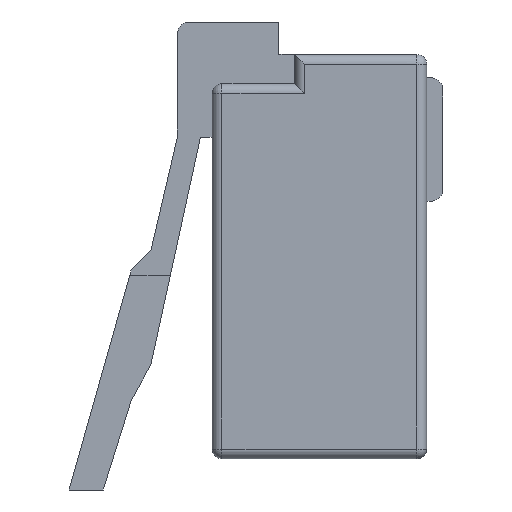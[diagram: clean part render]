
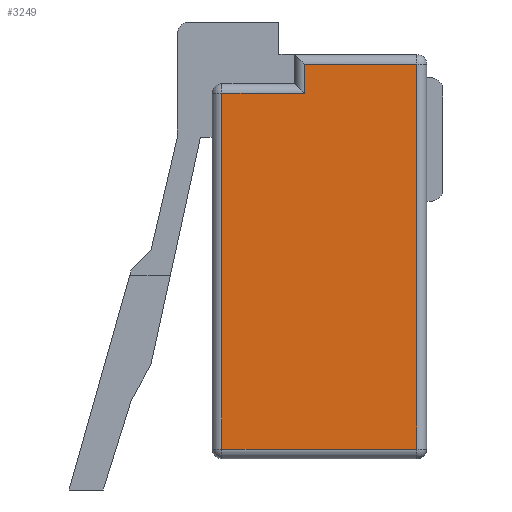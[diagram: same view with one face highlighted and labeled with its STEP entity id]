
A CAD part, left-side view. The second image highlights one B-rep face of the part: STEP entity #3249.
In plain terms, the highlighted planar face has unit normal (-1, 0, 0).
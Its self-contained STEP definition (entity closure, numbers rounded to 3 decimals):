
#33 = VECTOR ( 'NONE', #1026, 1000. ) ;
#190 = CARTESIAN_POINT ( 'NONE',  ( -4.825, 0.46, 6.22 ) ) ;
#196 = AXIS2_PLACEMENT_3D ( 'NONE', #4400, #2294, #3890 ) ;
#349 = CARTESIAN_POINT ( 'NONE',  ( -4.825, 0.46, 5.02 ) ) ;
#593 = ORIENTED_EDGE ( 'NONE', *, *, #6085, .T. ) ;
#766 = VECTOR ( 'NONE', #3601, 1000. ) ;
#827 = CARTESIAN_POINT ( 'NONE',  ( -4.825, -3., -5.92 ) ) ;
#920 = CARTESIAN_POINT ( 'NONE',  ( -4.825, -3., 5.92 ) ) ;
#933 = VERTEX_POINT ( 'NONE', #827 ) ;
#1026 = DIRECTION ( 'NONE',  ( 0., 1., 0. ) ) ;
#1030 = EDGE_CURVE ( 'NONE', #933, #4707, #2166, .T. ) ;
#1241 = ORIENTED_EDGE ( 'NONE', *, *, #5145, .T. ) ;
#1246 = VECTOR ( 'NONE', #6335, 1000. ) ;
#1483 = VECTOR ( 'NONE', #3880, 1000. ) ;
#1587 = LINE ( 'NONE', #2376, #1483 ) ;
#1841 = VERTEX_POINT ( 'NONE', #4048 ) ;
#2166 = LINE ( 'NONE', #4742, #1246 ) ;
#2294 = DIRECTION ( 'NONE',  ( 1., 0., 0. ) ) ;
#2376 = CARTESIAN_POINT ( 'NONE',  ( -4.825, 3., 6.22 ) ) ;
#2772 = VECTOR ( 'NONE', #4536, 1000. ) ;
#2848 = ORIENTED_EDGE ( 'NONE', *, *, #4879, .T. ) ;
#3076 = CARTESIAN_POINT ( 'NONE',  ( -4.825, -3.3, -5.92 ) ) ;
#3249 = ADVANCED_FACE ( 'NONE', ( #4473 ), #3488, .F. ) ;
#3488 = PLANE ( 'NONE',  #196 ) ;
#3550 = VECTOR ( 'NONE', #6294, 1000. ) ;
#3601 = DIRECTION ( 'NONE',  ( 0., 1., 0. ) ) ;
#3689 = LINE ( 'NONE', #190, #2772 ) ;
#3880 = DIRECTION ( 'NONE',  ( 0., 0., -1. ) ) ;
#3890 = DIRECTION ( 'NONE',  ( 0., 1., 0. ) ) ;
#4048 = CARTESIAN_POINT ( 'NONE',  ( -4.825, 3., 5.02 ) ) ;
#4175 = CARTESIAN_POINT ( 'NONE',  ( -4.825, 3.3, 5.92 ) ) ;
#4257 = ORIENTED_EDGE ( 'NONE', *, *, #6728, .T. ) ;
#4314 = CARTESIAN_POINT ( 'NONE',  ( -4.825, 0.46, 5.92 ) ) ;
#4400 = CARTESIAN_POINT ( 'NONE',  ( -4.825, 3.3, 6.22 ) ) ;
#4473 = FACE_OUTER_BOUND ( 'NONE', #4568, .T. ) ;
#4536 = DIRECTION ( 'NONE',  ( 0., 0., -1. ) ) ;
#4568 = EDGE_LOOP ( 'NONE', ( #6852, #2848, #593, #4257, #5948, #1241 ) ) ;
#4707 = VERTEX_POINT ( 'NONE', #920 ) ;
#4742 = CARTESIAN_POINT ( 'NONE',  ( -4.825, -3., 6.22 ) ) ;
#4879 = EDGE_CURVE ( 'NONE', #6195, #1841, #5114, .T. ) ;
#4937 = EDGE_CURVE ( 'NONE', #5194, #6195, #3689, .T. ) ;
#4947 = VERTEX_POINT ( 'NONE', #5075 ) ;
#5075 = CARTESIAN_POINT ( 'NONE',  ( -4.825, 3., -5.92 ) ) ;
#5114 = LINE ( 'NONE', #6888, #33 ) ;
#5145 = EDGE_CURVE ( 'NONE', #4707, #5194, #6200, .T. ) ;
#5194 = VERTEX_POINT ( 'NONE', #4314 ) ;
#5224 = LINE ( 'NONE', #3076, #3550 ) ;
#5948 = ORIENTED_EDGE ( 'NONE', *, *, #1030, .T. ) ;
#6085 = EDGE_CURVE ( 'NONE', #1841, #4947, #1587, .T. ) ;
#6195 = VERTEX_POINT ( 'NONE', #349 ) ;
#6200 = LINE ( 'NONE', #4175, #766 ) ;
#6294 = DIRECTION ( 'NONE',  ( 0., -1., 0. ) ) ;
#6335 = DIRECTION ( 'NONE',  ( 0., 0., 1. ) ) ;
#6728 = EDGE_CURVE ( 'NONE', #4947, #933, #5224, .T. ) ;
#6852 = ORIENTED_EDGE ( 'NONE', *, *, #4937, .T. ) ;
#6888 = CARTESIAN_POINT ( 'NONE',  ( -4.825, 3.3, 5.02 ) ) ;
